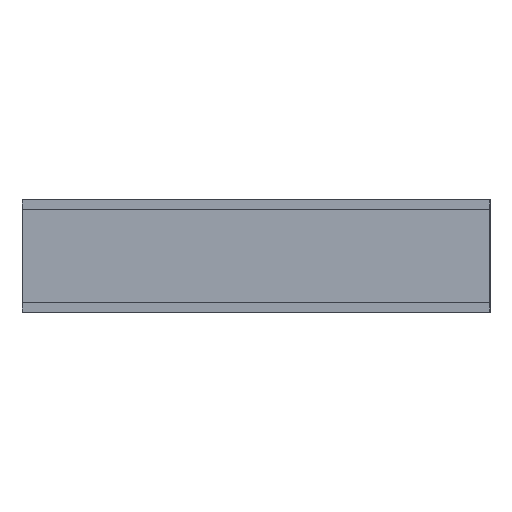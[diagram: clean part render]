
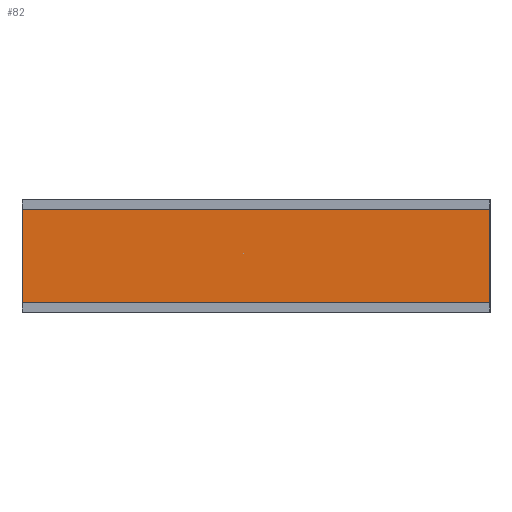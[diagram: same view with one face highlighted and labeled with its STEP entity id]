
A CAD part, left-side view. The second image highlights one B-rep face of the part: STEP entity #82.
In plain terms, the highlighted planar face has unit normal (-1, 0, 0).
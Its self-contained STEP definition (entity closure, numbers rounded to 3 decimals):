
#82=ADVANCED_FACE('',(#175),#176,.F.);
#175=FACE_OUTER_BOUND('',#282,.T.);
#176=PLANE('',#283);
#282=EDGE_LOOP('',(#446,#447,#448,#449));
#283=AXIS2_PLACEMENT_3D('',#450,#451,#452);
#446=ORIENTED_EDGE('',*,*,#688,.T.);
#447=ORIENTED_EDGE('',*,*,#695,.F.);
#448=ORIENTED_EDGE('',*,*,#696,.F.);
#449=ORIENTED_EDGE('',*,*,#676,.T.);
#450=CARTESIAN_POINT('',(-12.5,-2.5,0.5));
#451=DIRECTION('',(1.0,0.0,0.0));
#452=DIRECTION('',(0.0,1.0,0.0));
#676=EDGE_CURVE('',#830,#828,#831,.T.);
#688=EDGE_CURVE('',#828,#847,#849,.T.);
#695=EDGE_CURVE('',#857,#847,#858,.T.);
#696=EDGE_CURVE('',#830,#857,#859,.T.);
#828=VERTEX_POINT('',#1120);
#830=VERTEX_POINT('',#1123);
#831=LINE('',#1124,#1125);
#847=VERTEX_POINT('',#1149);
#849=LINE('',#1152,#1153);
#857=VERTEX_POINT('',#1164);
#858=LINE('',#1165,#1166);
#859=LINE('',#1167,#1168);
#1120=CARTESIAN_POINT('',(-12.5,2.5,0.5));
#1123=CARTESIAN_POINT('',(-12.5,-2.5,0.5));
#1124=CARTESIAN_POINT('',(-12.5,-2.5,0.5));
#1125=VECTOR('',#1344,1.0);
#1149=CARTESIAN_POINT('',(-12.5,2.5,-0.5));
#1152=CARTESIAN_POINT('',(-12.5,2.5,0.5));
#1153=VECTOR('',#1354,1.0);
#1164=CARTESIAN_POINT('',(-12.5,-2.5,-0.5));
#1165=CARTESIAN_POINT('',(-12.5,-2.5,-0.5));
#1166=VECTOR('',#1358,1.0);
#1167=CARTESIAN_POINT('',(-12.5,-2.5,0.5));
#1168=VECTOR('',#1359,1.0);
#1344=DIRECTION('',(0.0,1.0,0.0));
#1354=DIRECTION('',(0.0,0.0,-1.0));
#1358=DIRECTION('',(0.0,1.0,0.0));
#1359=DIRECTION('',(0.0,0.0,-1.0));
